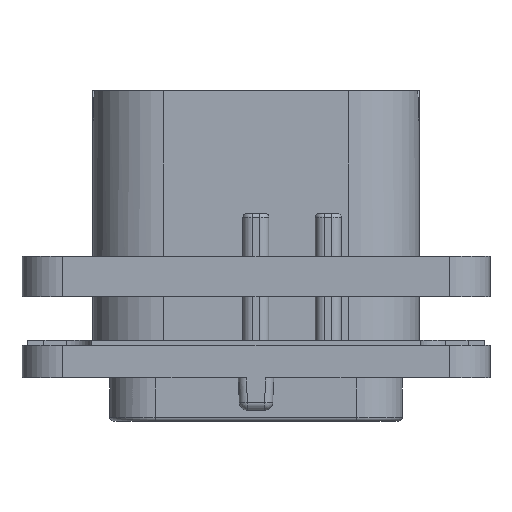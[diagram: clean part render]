
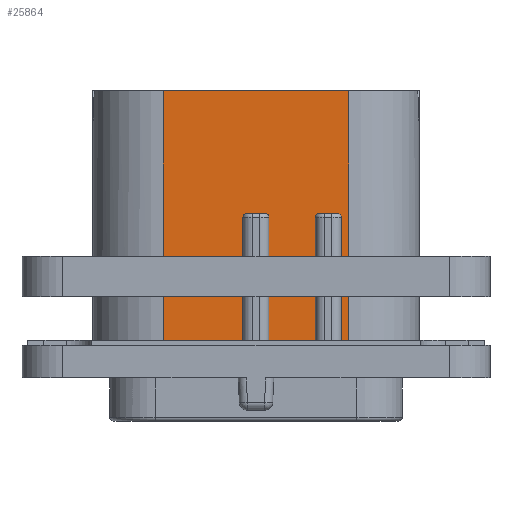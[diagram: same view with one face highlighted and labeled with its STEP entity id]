
A CAD part, front view. The second image highlights one B-rep face of the part: STEP entity #25864.
In plain terms, the highlighted planar face has unit normal (0, -1, 0).
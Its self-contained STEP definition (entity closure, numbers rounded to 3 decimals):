
#1322=DIRECTION('',(1.,0.,0.));
#1323=VECTOR('',#1322,11.4);
#1324=CARTESIAN_POINT('',(-5.7,-9.,17.67));
#1325=LINE('',#1324,#1323);
#5252=DIRECTION('',(1.,0.,0.));
#5253=VECTOR('',#5252,4.9);
#5254=CARTESIAN_POINT('',(-5.7,-9.,2.));
#5255=LINE('',#5254,#5253);
#5345=CARTESIAN_POINT('',(3.9,-9.,9.87));
#5346=DIRECTION('',(0.,1.,0.));
#5347=DIRECTION('',(-1.,0.,0.));
#5348=AXIS2_PLACEMENT_3D('',#5345,#5346,#5347);
#5380=DIRECTION('',(1.,0.,0.));
#5381=VECTOR('',#5380,2.85);
#5382=CARTESIAN_POINT('',(0.8,-9.,2.));
#5383=LINE('',#5382,#5381);
#5426=CARTESIAN_POINT('',(0.55,-9.,9.87));
#5427=DIRECTION('',(0.,1.,0.));
#5428=DIRECTION('',(0.,0.,1.));
#5429=AXIS2_PLACEMENT_3D('',#5426,#5427,#5428);
#5439=DIRECTION('',(0.,0.,1.));
#5440=VECTOR('',#5439,7.87);
#5441=CARTESIAN_POINT('',(5.25,-9.,2.));
#5442=LINE('',#5441,#5440);
#5443=DIRECTION('',(1.,0.,0.));
#5444=VECTOR('',#5443,1.1);
#5445=CARTESIAN_POINT('',(3.9,-9.,10.12));
#5446=LINE('',#5445,#5444);
#5447=DIRECTION('',(0.,0.,1.));
#5448=VECTOR('',#5447,7.87);
#5449=CARTESIAN_POINT('',(3.65,-9.,2.));
#5450=LINE('',#5449,#5448);
#5451=DIRECTION('',(0.,0.,1.));
#5452=VECTOR('',#5451,7.87);
#5453=CARTESIAN_POINT('',(0.8,-9.,2.));
#5454=LINE('',#5453,#5452);
#5455=DIRECTION('',(1.,0.,0.));
#5456=VECTOR('',#5455,1.1);
#5457=CARTESIAN_POINT('',(-0.55,-9.,10.12));
#5458=LINE('',#5457,#5456);
#5459=DIRECTION('',(0.,0.,1.));
#5460=VECTOR('',#5459,7.87);
#5461=CARTESIAN_POINT('',(-0.8,-9.,2.));
#5462=LINE('',#5461,#5460);
#5463=DIRECTION('',(0.,0.,-1.));
#5464=VECTOR('',#5463,15.67);
#5465=CARTESIAN_POINT('',(-5.7,-9.,17.67));
#5466=LINE('',#5465,#5464);
#5467=DIRECTION('',(0.,0.,-1.));
#5468=VECTOR('',#5467,15.67);
#5469=CARTESIAN_POINT('',(5.7,-9.,17.67));
#5470=LINE('',#5469,#5468);
#5484=CARTESIAN_POINT('',(5.,-9.,9.87));
#5485=DIRECTION('',(0.,1.,0.));
#5486=DIRECTION('',(0.,0.,1.));
#5487=AXIS2_PLACEMENT_3D('',#5484,#5485,#5486);
#5530=DIRECTION('',(1.,0.,0.));
#5531=VECTOR('',#5530,0.45);
#5532=CARTESIAN_POINT('',(5.25,-9.,2.));
#5533=LINE('',#5532,#5531);
#9015=CARTESIAN_POINT('',(-0.55,-9.,9.87));
#9016=DIRECTION('',(0.,1.,0.));
#9017=DIRECTION('',(-1.,0.,0.));
#9018=AXIS2_PLACEMENT_3D('',#9015,#9016,#9017);
#15842=CARTESIAN_POINT('',(-5.7,-9.,17.67));
#15843=CARTESIAN_POINT('',(-5.7,-9.,2.));
#15844=VERTEX_POINT('',#15842);
#15845=VERTEX_POINT('',#15843);
#15846=CARTESIAN_POINT('',(5.7,-9.,17.67));
#15847=CARTESIAN_POINT('',(5.7,-9.,2.));
#15848=VERTEX_POINT('',#15846);
#15849=VERTEX_POINT('',#15847);
#15996=CARTESIAN_POINT('',(-0.8,-9.,2.));
#15997=VERTEX_POINT('',#15996);
#15998=CARTESIAN_POINT('',(0.8,-9.,2.));
#15999=CARTESIAN_POINT('',(3.65,-9.,2.));
#16000=VERTEX_POINT('',#15998);
#16001=VERTEX_POINT('',#15999);
#16002=CARTESIAN_POINT('',(5.25,-9.,2.));
#16003=VERTEX_POINT('',#16002);
#18467=CARTESIAN_POINT('',(0.8,-9.,9.87));
#18469=VERTEX_POINT('',#18467);
#18471=CARTESIAN_POINT('',(0.55,-9.,10.12));
#18473=VERTEX_POINT('',#18471);
#18494=CARTESIAN_POINT('',(-0.55,-9.,10.12));
#18495=VERTEX_POINT('',#18494);
#18496=CARTESIAN_POINT('',(-0.8,-9.,9.87));
#18497=VERTEX_POINT('',#18496);
#18499=CARTESIAN_POINT('',(5.25,-9.,9.87));
#18501=VERTEX_POINT('',#18499);
#18503=CARTESIAN_POINT('',(5.,-9.,10.12));
#18505=VERTEX_POINT('',#18503);
#18506=CARTESIAN_POINT('',(3.9,-9.,10.12));
#18508=VERTEX_POINT('',#18506);
#18510=CARTESIAN_POINT('',(3.65,-9.,9.87));
#18512=VERTEX_POINT('',#18510);
#25836=CARTESIAN_POINT('',(-10.05,-9.,2.));
#25837=DIRECTION('',(0.,-1.,0.));
#25838=DIRECTION('',(1.,0.,0.));
#25839=AXIS2_PLACEMENT_3D('',#25836,#25837,#25838);
#25840=PLANE('',#25839);
#25842=ORIENTED_EDGE('',*,*,#25841,.T.);
#25844=ORIENTED_EDGE('',*,*,#25843,.F.);
#25845=ORIENTED_EDGE('',*,*,#25679,.F.);
#25846=ORIENTED_EDGE('',*,*,#25711,.F.);
#25847=ORIENTED_EDGE('',*,*,#25726,.F.);
#25848=ORIENTED_EDGE('',*,*,#25756,.F.);
#25849=ORIENTED_EDGE('',*,*,#25829,.T.);
#25850=ORIENTED_EDGE('',*,*,#25818,.F.);
#25851=ORIENTED_EDGE('',*,*,#25804,.F.);
#25853=ORIENTED_EDGE('',*,*,#25852,.F.);
#25855=ORIENTED_EDGE('',*,*,#25854,.F.);
#25856=ORIENTED_EDGE('',*,*,#25567,.F.);
#25857=ORIENTED_EDGE('',*,*,#20016,.F.);
#25858=ORIENTED_EDGE('',*,*,#20201,.T.);
#25859=ORIENTED_EDGE('',*,*,#20459,.T.);
#25861=ORIENTED_EDGE('',*,*,#25860,.F.);
#25862=EDGE_LOOP('',(#25842,#25844,#25845,#25846,#25847,#25848,#25849,#25850,
#25851,#25853,#25855,#25856,#25857,#25858,#25859,#25861));
#25863=FACE_OUTER_BOUND('',#25862,.F.);
#25864=ADVANCED_FACE('',(#25863),#25840,.T.);
#5349=CIRCLE('',#5348,0.25);
#5430=CIRCLE('',#5429,0.25);
#5488=CIRCLE('',#5487,0.25);
#9019=CIRCLE('',#9018,0.25);
#20016=EDGE_CURVE('',#15844,#15845,#5466,.T.);
#20201=EDGE_CURVE('',#15844,#15848,#1325,.T.);
#20459=EDGE_CURVE('',#15848,#15849,#5470,.T.);
#25567=EDGE_CURVE('',#15845,#15997,#5255,.T.);
#25679=EDGE_CURVE('',#18508,#18505,#5446,.T.);
#25711=EDGE_CURVE('',#18512,#18508,#5349,.T.);
#25726=EDGE_CURVE('',#16001,#18512,#5450,.T.);
#25756=EDGE_CURVE('',#16000,#16001,#5383,.T.);
#25804=EDGE_CURVE('',#18495,#18473,#5458,.T.);
#25818=EDGE_CURVE('',#18473,#18469,#5430,.T.);
#25829=EDGE_CURVE('',#16000,#18469,#5454,.T.);
#25841=EDGE_CURVE('',#16003,#18501,#5442,.T.);
#25843=EDGE_CURVE('',#18505,#18501,#5488,.T.);
#25852=EDGE_CURVE('',#18497,#18495,#9019,.T.);
#25854=EDGE_CURVE('',#15997,#18497,#5462,.T.);
#25860=EDGE_CURVE('',#16003,#15849,#5533,.T.);
